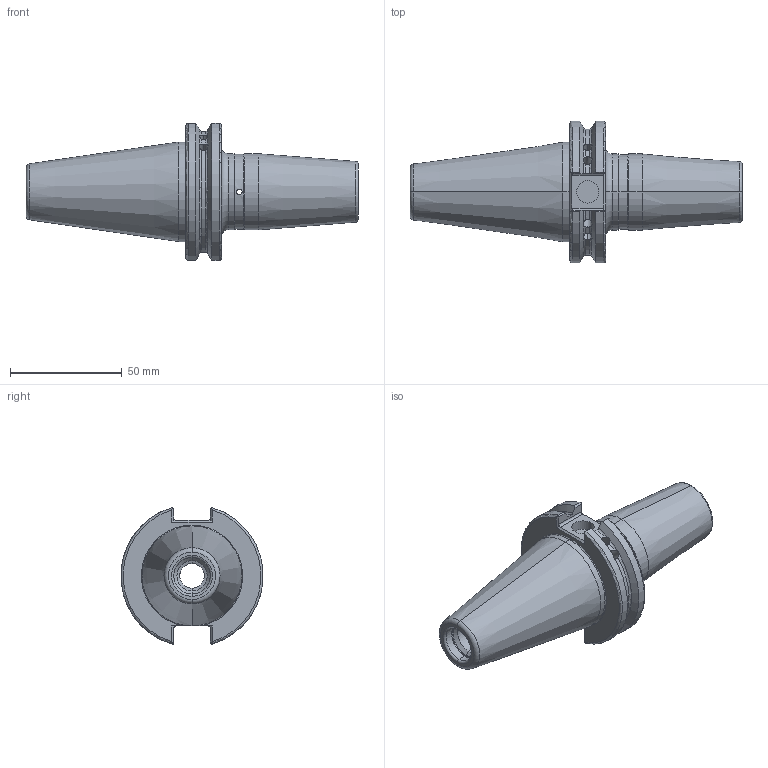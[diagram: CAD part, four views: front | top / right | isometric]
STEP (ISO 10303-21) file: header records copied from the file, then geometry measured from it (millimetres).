
FILE_DESCRIPTION (( 'STEP AP203' ), '1' );
FILE_NAME ('CA40A260B16080HP1.STEP', '2021-03-17T08:21:33', ( 'user' ), ( '' ), 'SwSTEP 2.0', 'SolidWorks 2013', '' );
FILE_SCHEMA (( 'CONFIG_CONTROL_DESIGN' ));
Length unit declared in the file: millimetre
Products named in the file (1): CA40A260B16080HP1
Bounding box: 148.25 x 63.35 x 61.23 mm (x, y, z)
Volume: 136273.7 mm3; surface area: 29726 mm2
Topology: 1 solids, 1 shells, 148 faces, 393 edges, 238 vertices
Faces by surface type: cylinder 52, torus 32, plane 32, cone 30, bspline 2
Entity records: 5226 total; most frequent: CARTESIAN_POINT 1670, ORIENTED_EDGE 770, DIRECTION 694, EDGE_CURVE 385, AXIS2_PLACEMENT_3D 279, VERTEX_POINT 238, EDGE_LOOP 157, FACE_OUTER_BOUND 148
